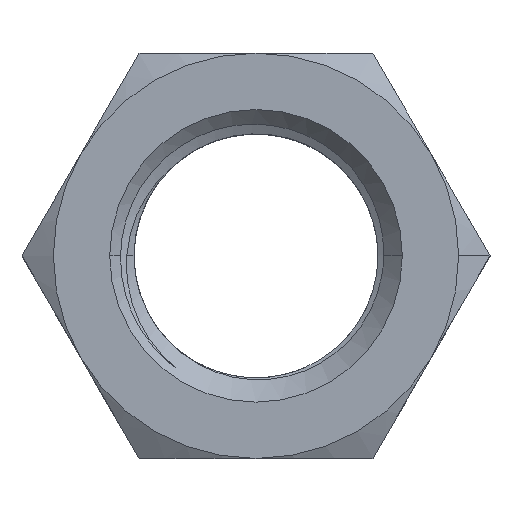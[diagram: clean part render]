
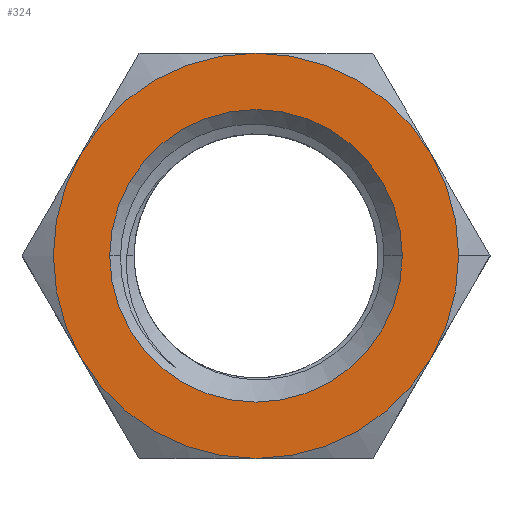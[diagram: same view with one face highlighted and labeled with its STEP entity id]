
A CAD part, top view. The second image highlights one B-rep face of the part: STEP entity #324.
In plain terms, the highlighted planar face has unit normal (0, 0, 1).
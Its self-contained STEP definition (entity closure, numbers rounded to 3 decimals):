
#45 = VERTEX_POINT ( 'NONE', #2310 ) ;
#59 = CIRCLE ( 'NONE', #2314, 50. ) ;
#67 = CARTESIAN_POINT ( 'NONE',  ( 0., 0., 54. ) ) ;
#71 = EDGE_CURVE ( 'NONE', #3496, #2478, #2566, .T. ) ;
#85 = DIRECTION ( 'NONE',  ( 1., 0., 0. ) ) ;
#133 = EDGE_LOOP ( 'NONE', ( #3333, #1772 ) ) ;
#147 = CIRCLE ( 'NONE', #153, 50. ) ;
#153 = AXIS2_PLACEMENT_3D ( 'NONE', #1848, #2151, #3507 ) ;
#211 = CARTESIAN_POINT ( 'NONE',  ( 50., 0., 54. ) ) ;
#324 = ADVANCED_FACE ( 'NONE', ( #1100, #2132 ), #1636, .T. ) ;
#416 = CARTESIAN_POINT ( 'NONE',  ( 0., 0., 54. ) ) ;
#422 = CARTESIAN_POINT ( 'NONE',  ( -36.1, 0., 54. ) ) ;
#590 = DIRECTION ( 'NONE',  ( 0., 0., -1. ) ) ;
#612 = EDGE_CURVE ( 'NONE', #2783, #45, #59, .T. ) ;
#613 = CARTESIAN_POINT ( 'NONE',  ( 0., 50., 54. ) ) ;
#625 = ORIENTED_EDGE ( 'NONE', *, *, #3465, .T. ) ;
#652 = CARTESIAN_POINT ( 'NONE',  ( 36.1, 0., 54. ) ) ;
#658 = DIRECTION ( 'NONE',  ( 0., 0., 1. ) ) ;
#676 = ORIENTED_EDGE ( 'NONE', *, *, #612, .T. ) ;
#705 = EDGE_CURVE ( 'NONE', #3271, #3496, #2264, .T. ) ;
#780 = CARTESIAN_POINT ( 'NONE',  ( 0., 0., 54. ) ) ;
#792 = VERTEX_POINT ( 'NONE', #2346 ) ;
#822 = DIRECTION ( 'NONE',  ( 1., 0., 0. ) ) ;
#850 = DIRECTION ( 'NONE',  ( 0., 0., 1. ) ) ;
#866 = CARTESIAN_POINT ( 'NONE',  ( 0., 0., 54. ) ) ;
#959 = CARTESIAN_POINT ( 'NONE',  ( 0., 0., 54. ) ) ;
#969 = EDGE_CURVE ( 'NONE', #1392, #2330, #1231, .T. ) ;
#1013 = DIRECTION ( 'NONE',  ( 1., 0., 0. ) ) ;
#1029 = AXIS2_PLACEMENT_3D ( 'NONE', #2658, #1918, #2143 ) ;
#1100 = FACE_BOUND ( 'NONE', #133, .T. ) ;
#1231 = CIRCLE ( 'NONE', #1029, 36.1 ) ;
#1380 = AXIS2_PLACEMENT_3D ( 'NONE', #3161, #2605, #2627 ) ;
#1392 = VERTEX_POINT ( 'NONE', #652 ) ;
#1407 = DIRECTION ( 'NONE',  ( 1., 0., 0. ) ) ;
#1409 = AXIS2_PLACEMENT_3D ( 'NONE', #416, #3430, #1790 ) ;
#1412 = EDGE_LOOP ( 'NONE', ( #3558, #2418, #625, #676, #1914, #1603, #1945 ) ) ;
#1496 = EDGE_CURVE ( 'NONE', #792, #3271, #3424, .T. ) ;
#1524 = AXIS2_PLACEMENT_3D ( 'NONE', #780, #2671, #1013 ) ;
#1603 = ORIENTED_EDGE ( 'NONE', *, *, #1496, .T. ) ;
#1611 = CARTESIAN_POINT ( 'NONE',  ( 0., -50., 54. ) ) ;
#1636 = PLANE ( 'NONE',  #3182 ) ;
#1643 = EDGE_CURVE ( 'NONE', #2478, #2816, #147, .T. ) ;
#1708 = CIRCLE ( 'NONE', #2472, 50. ) ;
#1772 = ORIENTED_EDGE ( 'NONE', *, *, #3307, .T. ) ;
#1790 = DIRECTION ( 'NONE',  ( 1., 0., 0. ) ) ;
#1848 = CARTESIAN_POINT ( 'NONE',  ( 0., 0., 54. ) ) ;
#1914 = ORIENTED_EDGE ( 'NONE', *, *, #2734, .T. ) ;
#1915 = DIRECTION ( 'NONE',  ( 0., 0., 1. ) ) ;
#1918 = DIRECTION ( 'NONE',  ( 0., 0., -1. ) ) ;
#1945 = ORIENTED_EDGE ( 'NONE', *, *, #705, .T. ) ;
#2069 = DIRECTION ( 'NONE',  ( 1., 0., 0. ) ) ;
#2080 = AXIS2_PLACEMENT_3D ( 'NONE', #67, #658, #85 ) ;
#2132 = FACE_OUTER_BOUND ( 'NONE', #1412, .T. ) ;
#2143 = DIRECTION ( 'NONE',  ( 1., 0., 0. ) ) ;
#2151 = DIRECTION ( 'NONE',  ( 0., 0., 1. ) ) ;
#2250 = CARTESIAN_POINT ( 'NONE',  ( 0., 0., 54. ) ) ;
#2264 = CIRCLE ( 'NONE', #1409, 50. ) ;
#2310 = CARTESIAN_POINT ( 'NONE',  ( -43.301, 25., 54. ) ) ;
#2314 = AXIS2_PLACEMENT_3D ( 'NONE', #959, #2881, #2069 ) ;
#2330 = VERTEX_POINT ( 'NONE', #422 ) ;
#2346 = CARTESIAN_POINT ( 'NONE',  ( -43.301, -25., 54. ) ) ;
#2418 = ORIENTED_EDGE ( 'NONE', *, *, #1643, .T. ) ;
#2472 = AXIS2_PLACEMENT_3D ( 'NONE', #2250, #850, #3060 ) ;
#2478 = VERTEX_POINT ( 'NONE', #211 ) ;
#2566 = CIRCLE ( 'NONE', #1380, 50. ) ;
#2605 = DIRECTION ( 'NONE',  ( 0., 0., 1. ) ) ;
#2627 = DIRECTION ( 'NONE',  ( 1., 0., 0. ) ) ;
#2658 = CARTESIAN_POINT ( 'NONE',  ( 0., 0., 54. ) ) ;
#2671 = DIRECTION ( 'NONE',  ( 0., 0., 1. ) ) ;
#2734 = EDGE_CURVE ( 'NONE', #45, #792, #1708, .T. ) ;
#2740 = CIRCLE ( 'NONE', #2080, 50. ) ;
#2779 = AXIS2_PLACEMENT_3D ( 'NONE', #866, #590, #1407 ) ;
#2783 = VERTEX_POINT ( 'NONE', #613 ) ;
#2808 = CARTESIAN_POINT ( 'NONE',  ( 43.301, 25., 54. ) ) ;
#2816 = VERTEX_POINT ( 'NONE', #2808 ) ;
#2881 = DIRECTION ( 'NONE',  ( 0., 0., 1. ) ) ;
#3060 = DIRECTION ( 'NONE',  ( 1., 0., 0. ) ) ;
#3101 = CARTESIAN_POINT ( 'NONE',  ( 43.301, -25., 54. ) ) ;
#3161 = CARTESIAN_POINT ( 'NONE',  ( 0., 0., 54. ) ) ;
#3166 = CIRCLE ( 'NONE', #2779, 36.1 ) ;
#3182 = AXIS2_PLACEMENT_3D ( 'NONE', #3559, #1915, #822 ) ;
#3271 = VERTEX_POINT ( 'NONE', #1611 ) ;
#3307 = EDGE_CURVE ( 'NONE', #2330, #1392, #3166, .T. ) ;
#3333 = ORIENTED_EDGE ( 'NONE', *, *, #969, .T. ) ;
#3424 = CIRCLE ( 'NONE', #1524, 50. ) ;
#3430 = DIRECTION ( 'NONE',  ( 0., 0., 1. ) ) ;
#3465 = EDGE_CURVE ( 'NONE', #2816, #2783, #2740, .T. ) ;
#3496 = VERTEX_POINT ( 'NONE', #3101 ) ;
#3507 = DIRECTION ( 'NONE',  ( 1., 0., 0. ) ) ;
#3558 = ORIENTED_EDGE ( 'NONE', *, *, #71, .T. ) ;
#3559 = CARTESIAN_POINT ( 'NONE',  ( 0., 0., 54. ) ) ;
